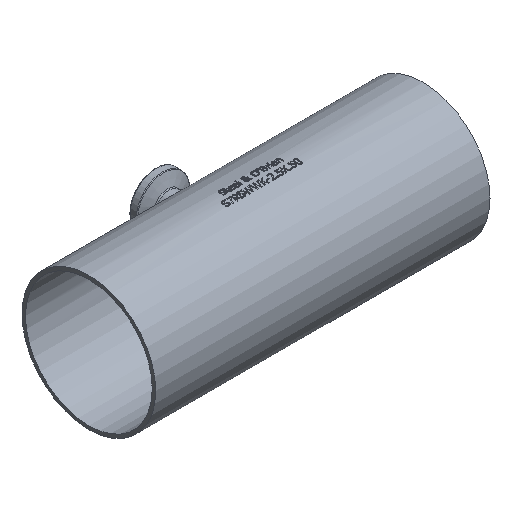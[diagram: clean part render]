
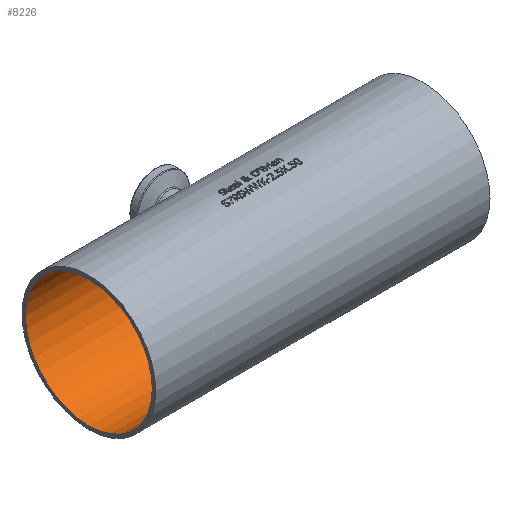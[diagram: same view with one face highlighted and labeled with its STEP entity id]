
A CAD part, isometric view. The second image highlights one B-rep face of the part: STEP entity #8226.
In plain terms, the highlighted cylindrical face has radius 30.099 mm (diameter 60.198 mm), a full revolution.
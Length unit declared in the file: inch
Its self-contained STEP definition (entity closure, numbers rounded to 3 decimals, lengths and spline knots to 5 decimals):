
#162=FACE_BOUND('',#1532,.T.);
#163=FACE_BOUND('',#1533,.T.);
#164=FACE_BOUND('',#1534,.T.);
#1532=EDGE_LOOP('',(#7673));
#1533=EDGE_LOOP('',(#7674));
#1534=EDGE_LOOP('',(#7675));
#2819=CIRCLE('',#8705,1.185);
#2820=CIRCLE('',#8706,1.185);
#3237=B_SPLINE_CURVE_WITH_KNOTS('',3,(#18152,#18153,#18154,#18155,#18156,
#18157,#18158,#18159,#18160,#18161,#18162,#18163,#18164,#18165,#18166,#18167,
#18168,#18169,#18170,#18171,#18172,#18173,#18174,#18175,#18176,#18177,#18178,
#18179,#18180,#18181,#18182,#18183,#18184,#18185),.UNSPECIFIED.,.T.,.F.,
(4,2,2,2,2,2,2,2,2,2,2,2,2,2,2,2,4),(0.,0.17732,0.35464,
0.53195,0.70927,0.88658,1.0639,
1.24122,1.41854,1.59586,1.77317,1.95049,
2.1278,2.30512,2.48243,2.65975,2.83707),
 .UNSPECIFIED.);
#4048=VERTEX_POINT('',#18151);
#4050=VERTEX_POINT('',#18189);
#4051=VERTEX_POINT('',#18191);
#5258=EDGE_CURVE('',#4048,#4048,#3237,.T.);
#5260=EDGE_CURVE('',#4050,#4050,#2819,.T.);
#5261=EDGE_CURVE('',#4051,#4051,#2820,.T.);
#7673=ORIENTED_EDGE('',*,*,#5258,.T.);
#7674=ORIENTED_EDGE('',*,*,#5260,.F.);
#7675=ORIENTED_EDGE('',*,*,#5261,.F.);
#7728=CYLINDRICAL_SURFACE('',#8704,1.185);
#8226=ADVANCED_FACE('',(#162,#163,#164),#7728,.F.);
#8704=AXIS2_PLACEMENT_3D('',#18188,#10219,#10220);
#8705=AXIS2_PLACEMENT_3D('',#18190,#10221,#10222);
#8706=AXIS2_PLACEMENT_3D('',#18192,#10223,#10224);
#10219=DIRECTION('center_axis',(-1.,0.,0.));
#10220=DIRECTION('ref_axis',(0.,0.,1.));
#10221=DIRECTION('center_axis',(-1.,0.,0.));
#10222=DIRECTION('ref_axis',(0.,0.,1.));
#10223=DIRECTION('center_axis',(1.,0.,0.));
#10224=DIRECTION('ref_axis',(0.,0.,1.));
#18151=CARTESIAN_POINT('',(0.,1.17047,0.185));
#18152=CARTESIAN_POINT('Ctrl Pts',(0.,1.17047,
0.185));
#18153=CARTESIAN_POINT('Ctrl Pts',(0.02327,1.17047,
0.185));
#18154=CARTESIAN_POINT('Ctrl Pts',(0.04806,1.17124,
0.18034));
#18155=CARTESIAN_POINT('Ctrl Pts',(0.09363,1.17399,
0.16145));
#18156=CARTESIAN_POINT('Ctrl Pts',(0.11441,1.17594,0.14722));
#18157=CARTESIAN_POINT('Ctrl Pts',(0.14722,1.17958,0.11441));
#18158=CARTESIAN_POINT('Ctrl Pts',(0.16145,1.18152,0.09363));
#18159=CARTESIAN_POINT('Ctrl Pts',(0.18034,1.18424,0.04806));
#18160=CARTESIAN_POINT('Ctrl Pts',(0.185,1.185,0.02327));
#18161=CARTESIAN_POINT('Ctrl Pts',(0.185,1.185,-0.02327));
#18162=CARTESIAN_POINT('Ctrl Pts',(0.18034,1.18424,-0.04806));
#18163=CARTESIAN_POINT('Ctrl Pts',(0.16145,1.18152,-0.09363));
#18164=CARTESIAN_POINT('Ctrl Pts',(0.14722,1.17958,-0.11441));
#18165=CARTESIAN_POINT('Ctrl Pts',(0.11441,1.17594,-0.14722));
#18166=CARTESIAN_POINT('Ctrl Pts',(0.09363,1.17399,
-0.16145));
#18167=CARTESIAN_POINT('Ctrl Pts',(0.04806,1.17124,
-0.18034));
#18168=CARTESIAN_POINT('Ctrl Pts',(0.02327,1.17047,
-0.185));
#18169=CARTESIAN_POINT('Ctrl Pts',(-0.02327,1.17047,
-0.185));
#18170=CARTESIAN_POINT('Ctrl Pts',(-0.04806,1.17124,
-0.18034));
#18171=CARTESIAN_POINT('Ctrl Pts',(-0.09363,1.17399,
-0.16145));
#18172=CARTESIAN_POINT('Ctrl Pts',(-0.11441,1.17594,
-0.14722));
#18173=CARTESIAN_POINT('Ctrl Pts',(-0.14722,1.17958,-0.11441));
#18174=CARTESIAN_POINT('Ctrl Pts',(-0.16145,1.18152,-0.09363));
#18175=CARTESIAN_POINT('Ctrl Pts',(-0.18034,1.18424,
-0.04806));
#18176=CARTESIAN_POINT('Ctrl Pts',(-0.185,1.185,-0.02327));
#18177=CARTESIAN_POINT('Ctrl Pts',(-0.185,1.185,0.02327));
#18178=CARTESIAN_POINT('Ctrl Pts',(-0.18034,1.18424,
0.04806));
#18179=CARTESIAN_POINT('Ctrl Pts',(-0.16145,1.18152,0.09363));
#18180=CARTESIAN_POINT('Ctrl Pts',(-0.14722,1.17958,0.11441));
#18181=CARTESIAN_POINT('Ctrl Pts',(-0.11441,1.17594,
0.14722));
#18182=CARTESIAN_POINT('Ctrl Pts',(-0.09363,1.17399,
0.16145));
#18183=CARTESIAN_POINT('Ctrl Pts',(-0.04806,1.17124,
0.18034));
#18184=CARTESIAN_POINT('Ctrl Pts',(-0.02327,1.17047,
0.185));
#18185=CARTESIAN_POINT('Ctrl Pts',(0.,1.17047,
0.185));
#18188=CARTESIAN_POINT('Origin',(3.125,0.,0.));
#18189=CARTESIAN_POINT('',(3.125,0.,-1.185));
#18190=CARTESIAN_POINT('Origin',(3.125,0.,0.));
#18191=CARTESIAN_POINT('',(-3.125,0.,-1.185));
#18192=CARTESIAN_POINT('Origin',(-3.125,0.,0.));
